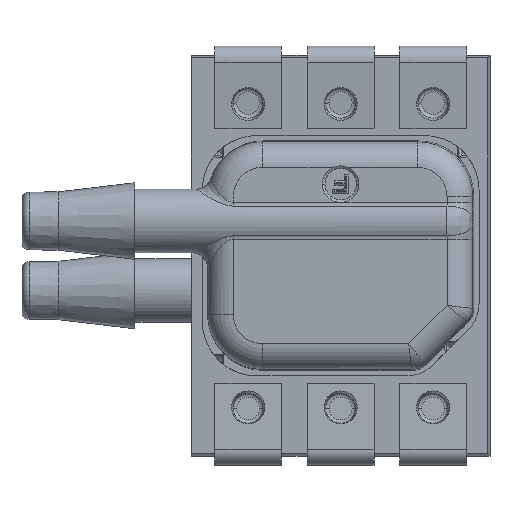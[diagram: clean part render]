
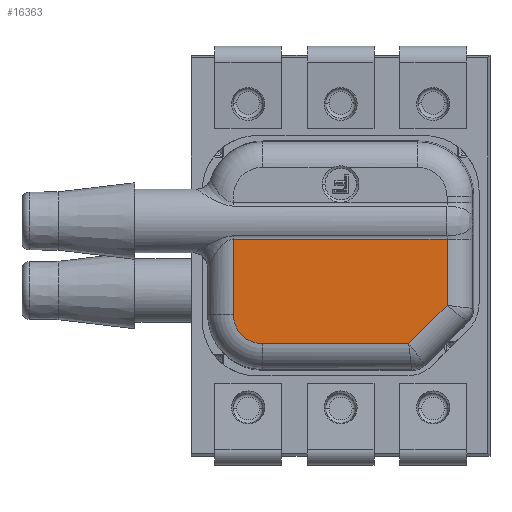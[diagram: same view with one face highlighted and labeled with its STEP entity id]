
A CAD part, top view. The second image highlights one B-rep face of the part: STEP entity #16363.
In plain terms, the highlighted planar face has unit normal (0, 0, 1).
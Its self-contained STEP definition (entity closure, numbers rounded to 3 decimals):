
#3372=CARTESIAN_POINT('',(9.258,6.879,3.74));
#3667=CARTESIAN_POINT('',(10.311,9.747,3.74));
#4359=DIRECTION('',(0.,1.,0.));
#4360=VECTOR('',#4359,1.815);
#4361=CARTESIAN_POINT('',(10.311,7.932,3.74));
#4362=LINE('',#4361,#4360);
#4368=DIRECTION('',(1.,0.,0.));
#4369=VECTOR('',#4368,5.87);
#4370=CARTESIAN_POINT('',(4.441,9.747,3.74));
#4371=LINE('',#4370,#4369);
#4372=DIRECTION('',(-0.707,-0.707,0.));
#4373=VECTOR('',#4372,1.489);
#4374=CARTESIAN_POINT('',(10.311,7.932,3.74));
#4375=LINE('',#4374,#4373);
#4376=DIRECTION('',(-1.,0.,0.));
#4377=VECTOR('',#4376,4.017);
#4378=CARTESIAN_POINT('',(9.258,6.879,3.74));
#4379=LINE('',#4378,#4377);
#4380=CARTESIAN_POINT('',(5.241,7.679,3.74));
#4381=DIRECTION('',(0.,0.,-1.));
#4382=DIRECTION('',(0.,-1.,0.));
#4383=AXIS2_PLACEMENT_3D('',#4380,#4381,#4382);
#4385=DIRECTION('',(0.,1.,0.));
#4386=VECTOR('',#4385,2.068);
#4387=CARTESIAN_POINT('',(4.441,7.679,3.74));
#4388=LINE('',#4387,#4386);
#8339=VERTEX_POINT('',#3667);
#8340=CARTESIAN_POINT('',(4.441,9.747,3.74));
#8341=VERTEX_POINT('',#8340);
#8362=CARTESIAN_POINT('',(4.441,7.679,3.74));
#8363=VERTEX_POINT('',#8362);
#8379=VERTEX_POINT('',#3372);
#8380=CARTESIAN_POINT('',(5.241,6.879,3.74));
#8381=VERTEX_POINT('',#8380);
#8382=CARTESIAN_POINT('',(10.311,7.932,3.74));
#8383=VERTEX_POINT('',#8382);
#16349=CARTESIAN_POINT('',(7.376,8.313,3.74));
#16350=DIRECTION('',(0.,0.,1.));
#16351=DIRECTION('',(-1.,0.,0.));
#16352=AXIS2_PLACEMENT_3D('',#16349,#16350,#16351);
#16353=PLANE('',#16352);
#16354=ORIENTED_EDGE('',*,*,#15344,.T.);
#16355=ORIENTED_EDGE('',*,*,#16340,.F.);
#16356=ORIENTED_EDGE('',*,*,#14019,.T.);
#16357=ORIENTED_EDGE('',*,*,#14150,.T.);
#16358=ORIENTED_EDGE('',*,*,#14165,.T.);
#16360=ORIENTED_EDGE('',*,*,#16359,.T.);
#16361=EDGE_LOOP('',(#16354,#16355,#16356,#16357,#16358,#16360));
#16362=FACE_OUTER_BOUND('',#16361,.F.);
#16363=ADVANCED_FACE('',(#16362),#16353,.T.);
#4384=CIRCLE('',#4383,0.8);
#14019=EDGE_CURVE('',#8383,#8379,#4375,.T.);
#14150=EDGE_CURVE('',#8379,#8381,#4379,.T.);
#14165=EDGE_CURVE('',#8381,#8363,#4384,.T.);
#15344=EDGE_CURVE('',#8341,#8339,#4371,.T.);
#16340=EDGE_CURVE('',#8383,#8339,#4362,.T.);
#16359=EDGE_CURVE('',#8363,#8341,#4388,.T.);
